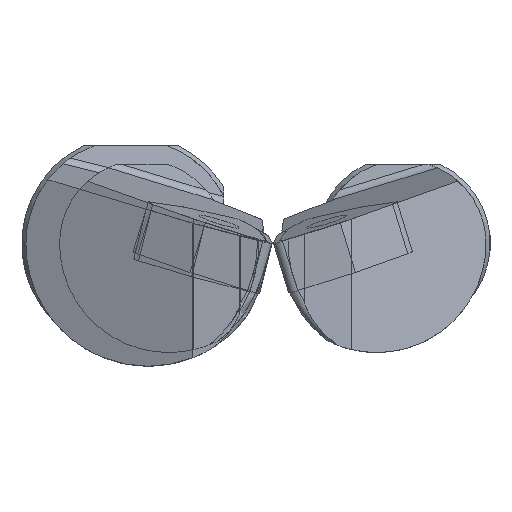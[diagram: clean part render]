
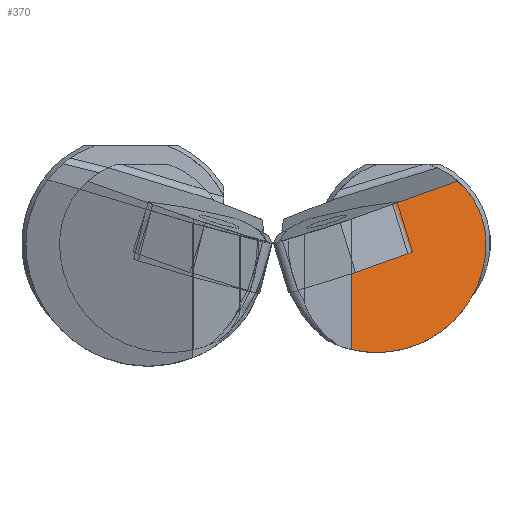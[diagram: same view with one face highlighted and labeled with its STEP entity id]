
A CAD part, left-side view. The second image highlights one B-rep face of the part: STEP entity #370.
In plain terms, the highlighted planar face has unit normal (-0.906, -0.423, 0).
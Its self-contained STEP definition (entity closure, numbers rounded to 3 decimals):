
#69=ELLIPSE('',#2174,11.034,10.);
#75=ELLIPSE('',#2203,8.386,7.6);
#244=PLANE('',#2205);
#370=ADVANCED_FACE('',(#501),#244,.T.);
#501=FACE_OUTER_BOUND('',#622,.T.);
#622=EDGE_LOOP('',(#1413,#1414,#1415,#1416));
#756=LINE('',#3660,#884);
#757=LINE('',#3662,#885);
#884=VECTOR('',#2738,1.);
#885=VECTOR('',#2739,1.);
#1413=ORIENTED_EDGE('',*,*,#1923,.T.);
#1414=ORIENTED_EDGE('',*,*,#1924,.T.);
#1415=ORIENTED_EDGE('',*,*,#1880,.F.);
#1416=ORIENTED_EDGE('',*,*,#1922,.F.);
#1614=VERTEX_POINT('',#3519);
#1615=VERTEX_POINT('',#3521);
#1645=VERTEX_POINT('',#3657);
#1646=VERTEX_POINT('',#3661);
#1880=EDGE_CURVE('',#1614,#1615,#69,.T.);
#1922=EDGE_CURVE('',#1645,#1614,#75,.T.);
#1923=EDGE_CURVE('',#1645,#1646,#756,.T.);
#1924=EDGE_CURVE('',#1646,#1615,#757,.T.);
#2174=AXIS2_PLACEMENT_3D('',#3520,#2662,#2663);
#2203=AXIS2_PLACEMENT_3D('',#3658,#2734,#2735);
#2205=AXIS2_PLACEMENT_3D('',#3663,#2740,#2741);
#2662=DIRECTION('',(0.906,0.423,0.));
#2663=DIRECTION('',(-0.423,0.906,0.));
#2734=DIRECTION('',(0.906,0.423,0.));
#2735=DIRECTION('',(-0.423,0.906,0.));
#2738=DIRECTION('',(-0.402,0.862,-0.308));
#2739=DIRECTION('',(0.,0.,-1.));
#2740=DIRECTION('',(-0.906,-0.423,0.));
#2741=DIRECTION('',(-0.423,0.906,0.));
#3519=CARTESIAN_POINT('',(6.745,-19.534,0.085));
#3520=CARTESIAN_POINT('',(2.082,-9.534,0.085));
#3521=CARTESIAN_POINT('',(1.01,-7.234,-9.647));
#3657=CARTESIAN_POINT('',(5.546,-16.962,5.785));
#3658=CARTESIAN_POINT('',(3.201,-11.934,0.085));
#3660=CARTESIAN_POINT('',(7.604,-21.375,7.36));
#3661=CARTESIAN_POINT('',(1.01,-7.234,2.312));
#3662=CARTESIAN_POINT('',(1.01,-7.234,25.085));
#3663=CARTESIAN_POINT('',(1.01,-7.234,25.085));
